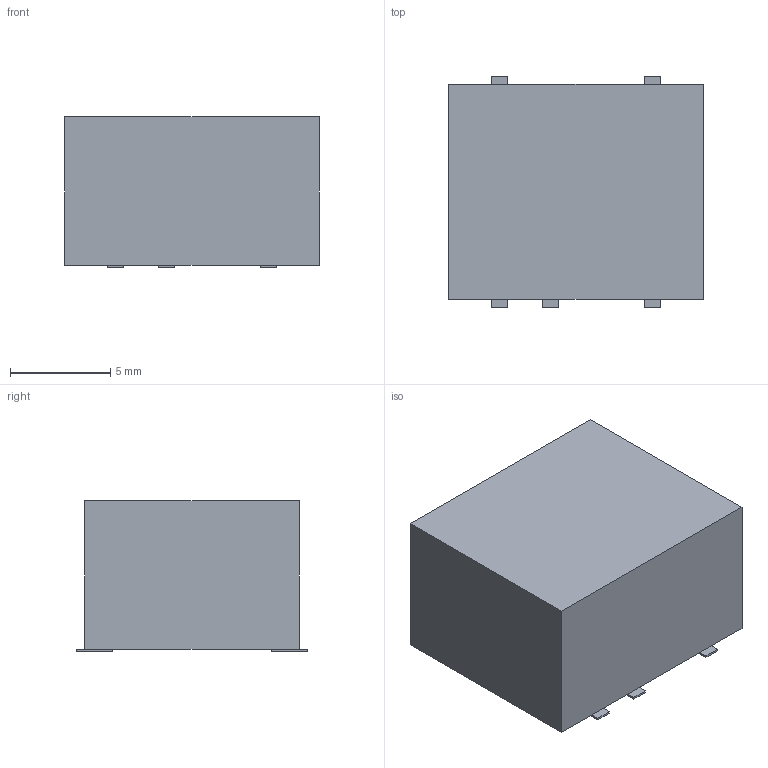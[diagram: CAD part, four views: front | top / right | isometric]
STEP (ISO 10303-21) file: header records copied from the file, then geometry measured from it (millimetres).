
FILE_DESCRIPTION(('FreeCAD Model'),'2;1');
FILE_NAME('815505.1.2.stp','2023-03-03T04:24:09',( 'Author'),(''),'Open CASCADE STEP processor 6.9','FreeCAD','Unknown' );
FILE_SCHEMA(('AUTOMOTIVE_DESIGN { 1 0 10303 214 1 1 1 1 }'));
Length unit declared in the file: millimetre
Products named in the file (3): ASSEMBLY; Body; Pins
Assembly tree (2 placements, depth 2):
  ASSEMBLY
    Body
    Pins
Bounding box: 12.7 x 11.5 x 7.5 mm (x, y, z)
Volume: 1006.3 mm3; surface area: 635.1 mm2
Topology: 6 solids, 6 shells, 36 faces, 72 edges, 48 vertices
Faces by surface type: plane 36
Entity records: 1946 total; most frequent: CARTESIAN_POINT 303, DIRECTION 294, LINE 216, VECTOR 216, ORIENTED_EDGE 144, PCURVE 144, DEFINITIONAL_REPRESENTATION 144, EDGE_CURVE 72
